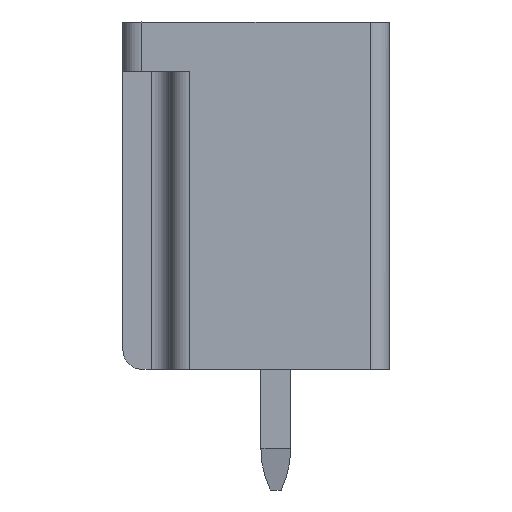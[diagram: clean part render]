
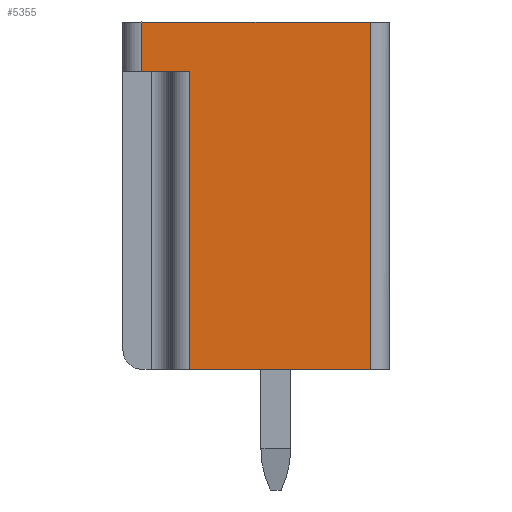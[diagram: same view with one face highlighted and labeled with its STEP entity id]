
A CAD part, left-side view. The second image highlights one B-rep face of the part: STEP entity #5355.
In plain terms, the highlighted planar face has unit normal (-1, 0, 0).
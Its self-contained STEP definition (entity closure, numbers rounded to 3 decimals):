
#5328=AXIS2_PLACEMENT_3D('Plane Axis2P3D',#5325,#5326,#5327) ;
#118=CARTESIAN_POINT('Vertex',(0.,6.55,12.4)) ;
#121=CARTESIAN_POINT('Line Origine',(0.,3.525,12.4)) ;
#125=CARTESIAN_POINT('Vertex',(0.,0.5,12.4)) ;
#4601=CARTESIAN_POINT('Vertex',(0.,0.5,3.2)) ;
#4604=CARTESIAN_POINT('Line Origine',(0.,2.9,3.2)) ;
#4608=CARTESIAN_POINT('Vertex',(0.,5.3,3.2)) ;
#5305=CARTESIAN_POINT('Line Origine',(0.,6.55,7.8)) ;
#5309=CARTESIAN_POINT('Vertex',(0.,6.55,11.1)) ;
#5325=CARTESIAN_POINT('Axis2P3D Location',(0.,6.55,0.)) ;
#5330=CARTESIAN_POINT('Line Origine',(0.,0.5,7.8)) ;
#5335=CARTESIAN_POINT('Line Origine',(0.,5.925,11.1)) ;
#5339=CARTESIAN_POINT('Vertex',(0.,5.3,11.1)) ;
#5342=CARTESIAN_POINT('Line Origine',(0.,5.3,7.15)) ;
#122=DIRECTION('Vector Direction',(0.,-1.,0.)) ;
#4605=DIRECTION('Vector Direction',(0.,-1.,0.)) ;
#5306=DIRECTION('Vector Direction',(0.,0.,1.)) ;
#5326=DIRECTION('Axis2P3D Direction',(-1.,0.,0.)) ;
#5327=DIRECTION('Axis2P3D XDirection',(0.,-1.,0.)) ;
#5331=DIRECTION('Vector Direction',(0.,0.,1.)) ;
#5336=DIRECTION('Vector Direction',(0.,-1.,0.)) ;
#5343=DIRECTION('Vector Direction',(0.,0.,1.)) ;
#123=VECTOR('Line Direction',#122,1.) ;
#4606=VECTOR('Line Direction',#4605,1.) ;
#5307=VECTOR('Line Direction',#5306,1.) ;
#5332=VECTOR('Line Direction',#5331,1.) ;
#5337=VECTOR('Line Direction',#5336,1.) ;
#5344=VECTOR('Line Direction',#5343,1.) ;
#5348=ORIENTED_EDGE('',*,*,#4610,.T.) ;
#5349=ORIENTED_EDGE('',*,*,#5334,.T.) ;
#5350=ORIENTED_EDGE('',*,*,#127,.F.) ;
#5351=ORIENTED_EDGE('',*,*,#5311,.F.) ;
#5352=ORIENTED_EDGE('',*,*,#5341,.F.) ;
#5353=ORIENTED_EDGE('',*,*,#5346,.F.) ;
#5355=ADVANCED_FACE('HOUSING',(#5354),#5329,.T.) ;
#127=EDGE_CURVE('',#119,#126,#124,.T.) ;
#4610=EDGE_CURVE('',#4609,#4602,#4607,.T.) ;
#5311=EDGE_CURVE('',#5310,#119,#5308,.T.) ;
#5334=EDGE_CURVE('',#4602,#126,#5333,.T.) ;
#5341=EDGE_CURVE('',#5340,#5310,#5338,.F.) ;
#5346=EDGE_CURVE('',#4609,#5340,#5345,.T.) ;
#5347=EDGE_LOOP('',(#5348,#5349,#5350,#5351,#5352,#5353)) ;
#5354=FACE_OUTER_BOUND('',#5347,.T.) ;
#124=LINE('Line',#121,#123) ;
#4607=LINE('Line',#4604,#4606) ;
#5308=LINE('Line',#5305,#5307) ;
#5333=LINE('Line',#5330,#5332) ;
#5338=LINE('Line',#5335,#5337) ;
#5345=LINE('Line',#5342,#5344) ;
#5329=PLANE('',#5328) ;
#119=VERTEX_POINT('',#118) ;
#126=VERTEX_POINT('',#125) ;
#4602=VERTEX_POINT('',#4601) ;
#4609=VERTEX_POINT('',#4608) ;
#5310=VERTEX_POINT('',#5309) ;
#5340=VERTEX_POINT('',#5339) ;
